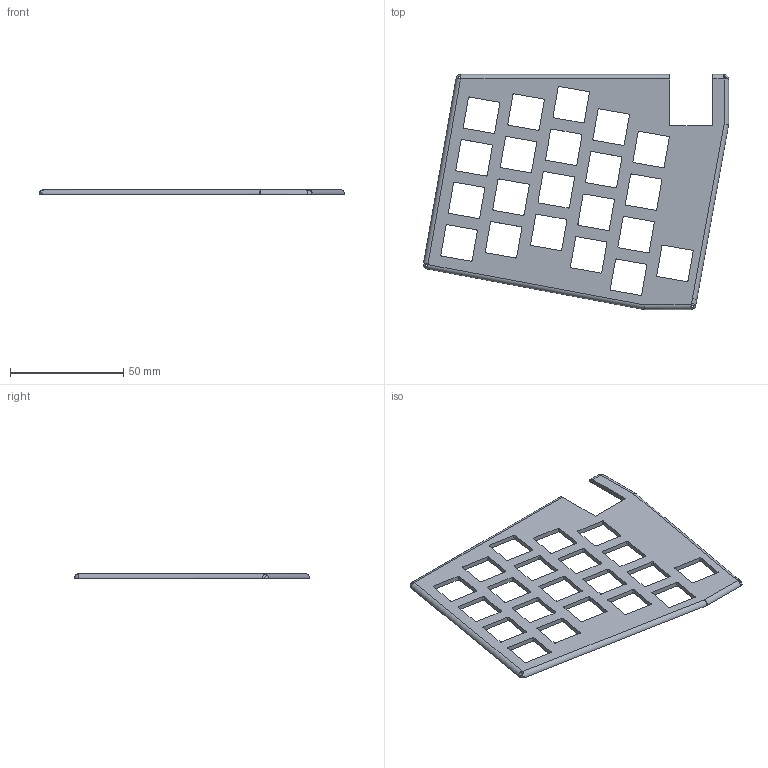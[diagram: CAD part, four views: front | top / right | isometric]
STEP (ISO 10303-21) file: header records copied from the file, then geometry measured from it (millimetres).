
FILE_DESCRIPTION(/* description */ (''),/* implementation_level */ '2;1');
FILE_NAME(/* name */ 'left_top.step',/* time_stamp */ '2026-01-28T22:03:22+05:30',/* author */ (''),/* organization */ (''),/* preprocessor_version */ 'ST-DEVELOPER v20.1',/* originating_system */ 'Autodesk Translation Framework v14.24.0.0',/* authorisation */ '');
FILE_SCHEMA (('AUTOMOTIVE_DESIGN { 1 0 10303 214 3 1 1 }'));
Length unit declared in the file: millimetre
Products named in the file (1): 2026-01-27-03-57-01-604
Bounding box: 134.51 x 103.6 x 2 mm (x, y, z)
Volume: 14234.7 mm3; surface area: 17517.8 mm2
Topology: 1 solids, 1 shells, 197 faces, 589 edges, 390 vertices
Faces by surface type: cylinder 101, plane 89, sphere 7
Full cylindrical faces by diameter (mm): 1 x4
Entity records: 7069 total; most frequent: CARTESIAN_POINT 1474, ORIENTED_EDGE 1178, DIRECTION 1164, EDGE_CURVE 589, AXIS2_PLACEMENT_3D 396, VERTEX_POINT 390, LINE 372, VECTOR 372
